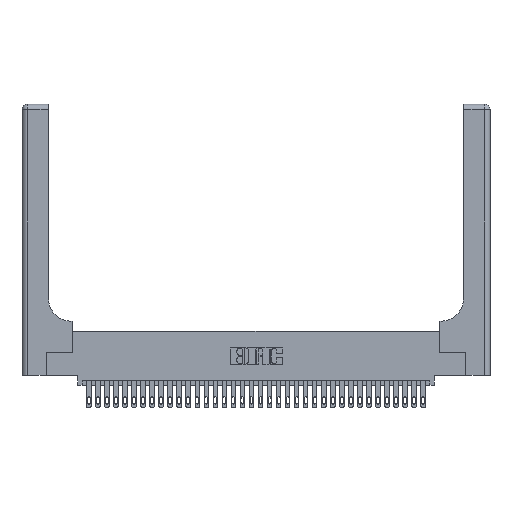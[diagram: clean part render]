
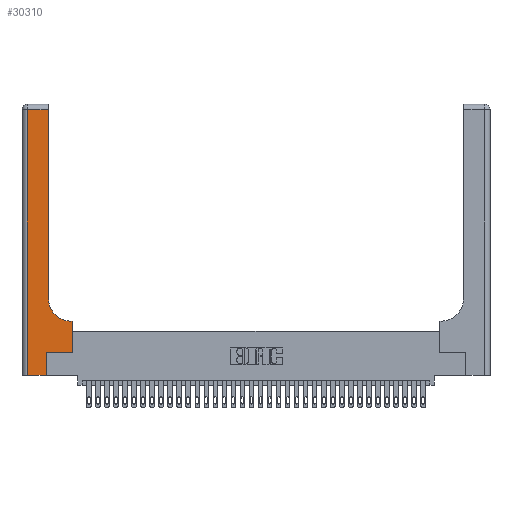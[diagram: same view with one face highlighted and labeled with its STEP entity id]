
A CAD part, top view. The second image highlights one B-rep face of the part: STEP entity #30310.
In plain terms, the highlighted planar face has unit normal (0, 0, 1).
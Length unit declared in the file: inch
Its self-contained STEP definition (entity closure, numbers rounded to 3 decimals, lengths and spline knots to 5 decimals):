
#984 = AXIS2_PLACEMENT_3D ( 'NONE', #29448, #34949, #10085 ) ;
#1356 = ORIENTED_EDGE ( 'NONE', *, *, #19660, .T. ) ;
#1635 = ORIENTED_EDGE ( 'NONE', *, *, #33726, .T. ) ;
#2263 = VERTEX_POINT ( 'NONE', #27218 ) ;
#2274 = EDGE_CURVE ( 'NONE', #15280, #24411, #17023, .T. ) ;
#2543 = CARTESIAN_POINT ( 'NONE',  ( 0.5585, 0.6, 0.37 ) ) ;
#3352 = CARTESIAN_POINT ( 'NONE',  ( 0.5415, 0.85, 0.37 ) ) ;
#4108 = CARTESIAN_POINT ( 'NONE',  ( 0.2915, 2.94, 0.37 ) ) ;
#4591 = EDGE_CURVE ( 'NONE', #2263, #32890, #32309, .T. ) ;
#4653 = CARTESIAN_POINT ( 'NONE',  ( 0.269, 0., 0.37 ) ) ;
#4810 = ORIENTED_EDGE ( 'NONE', *, *, #14419, .T. ) ;
#5578 = EDGE_CURVE ( 'NONE', #13153, #34191, #9958, .T. ) ;
#6354 = DIRECTION ( 'NONE',  ( 0., 0., -1. ) ) ;
#8160 = CARTESIAN_POINT ( 'NONE',  ( 0.06, 2.94, 0.37 ) ) ;
#8944 = EDGE_CURVE ( 'NONE', #32890, #24819, #25158, .T. ) ;
#9817 = ORIENTED_EDGE ( 'NONE', *, *, #25008, .T. ) ;
#9957 = PLANE ( 'NONE',  #984 ) ;
#9958 = LINE ( 'NONE', #24449, #23247 ) ;
#10085 = DIRECTION ( 'NONE',  ( -1., 0., 0. ) ) ;
#10294 = CARTESIAN_POINT ( 'NONE',  ( 0.2915, 3., 0.37 ) ) ;
#10760 = DIRECTION ( 'NONE',  ( 0., 1., 0. ) ) ;
#11091 = CARTESIAN_POINT ( 'NONE',  ( 0., 2.94, 0.37 ) ) ;
#11202 = ORIENTED_EDGE ( 'NONE', *, *, #5578, .T. ) ;
#11318 = ORIENTED_EDGE ( 'NONE', *, *, #2274, .T. ) ;
#11548 = LINE ( 'NONE', #31761, #23992 ) ;
#11601 = VECTOR ( 'NONE', #21607, 39.37008 ) ;
#11626 = DIRECTION ( 'NONE',  ( 1., 0., 0. ) ) ;
#13153 = VERTEX_POINT ( 'NONE', #20035 ) ;
#13417 = ORIENTED_EDGE ( 'NONE', *, *, #8944, .T. ) ;
#14058 = DIRECTION ( 'NONE',  ( -1., 0., 0. ) ) ;
#14419 = EDGE_CURVE ( 'NONE', #21386, #15280, #11548, .T. ) ;
#15280 = VERTEX_POINT ( 'NONE', #16767 ) ;
#15606 = CARTESIAN_POINT ( 'NONE',  ( 0.2915, 0.85, 0.37 ) ) ;
#15748 = CARTESIAN_POINT ( 'NONE',  ( 0.269, 0.25, 0.37 ) ) ;
#16137 = VECTOR ( 'NONE', #29643, 39.37008 ) ;
#16179 = FACE_OUTER_BOUND ( 'NONE', #34751, .T. ) ;
#16289 = CARTESIAN_POINT ( 'NONE',  ( 0., 0., 0.37 ) ) ;
#16354 = VECTOR ( 'NONE', #14058, 39.37008 ) ;
#16767 = CARTESIAN_POINT ( 'NONE',  ( 0.06, 0., 0.37 ) ) ;
#17023 = LINE ( 'NONE', #16289, #18290 ) ;
#18290 = VECTOR ( 'NONE', #19132, 39.37008 ) ;
#18543 = VECTOR ( 'NONE', #29413, 39.37008 ) ;
#19132 = DIRECTION ( 'NONE',  ( 1., 0., 0. ) ) ;
#19382 = ORIENTED_EDGE ( 'NONE', *, *, #20567, .T. ) ;
#19660 = EDGE_CURVE ( 'NONE', #24411, #32210, #20268, .T. ) ;
#20035 = CARTESIAN_POINT ( 'NONE',  ( 0.5585, 0.25, 0.37 ) ) ;
#20268 = LINE ( 'NONE', #4653, #18543 ) ;
#20567 = EDGE_CURVE ( 'NONE', #34191, #2263, #35302, .T. ) ;
#21386 = VERTEX_POINT ( 'NONE', #8160 ) ;
#21607 = DIRECTION ( 'NONE',  ( 1., 0., 0. ) ) ;
#21942 = LINE ( 'NONE', #15748, #11601 ) ;
#23247 = VECTOR ( 'NONE', #10760, 39.37008 ) ;
#23992 = VECTOR ( 'NONE', #28884, 39.37008 ) ;
#24411 = VERTEX_POINT ( 'NONE', #35256 ) ;
#24449 = CARTESIAN_POINT ( 'NONE',  ( 0.5585, 0.25, 0.37 ) ) ;
#24819 = VERTEX_POINT ( 'NONE', #4108 ) ;
#25008 = EDGE_CURVE ( 'NONE', #32210, #13153, #21942, .T. ) ;
#25158 = LINE ( 'NONE', #10294, #16137 ) ;
#27218 = CARTESIAN_POINT ( 'NONE',  ( 0.5415, 0.6, 0.37 ) ) ;
#27904 = ORIENTED_EDGE ( 'NONE', *, *, #4591, .T. ) ;
#28369 = CARTESIAN_POINT ( 'NONE',  ( 0.2915, 0.6, 0.37 ) ) ;
#28479 = DIRECTION ( 'NONE',  ( -1., 0., 0. ) ) ;
#28884 = DIRECTION ( 'NONE',  ( 0., -1., 0. ) ) ;
#29260 = LINE ( 'NONE', #11091, #16354 ) ;
#29413 = DIRECTION ( 'NONE',  ( 0., 1., 0. ) ) ;
#29448 = CARTESIAN_POINT ( 'NONE',  ( 0., 3., 0.37 ) ) ;
#29643 = DIRECTION ( 'NONE',  ( 0., 1., 0. ) ) ;
#30310 = ADVANCED_FACE ( 'NONE', ( #16179 ), #9957, .F. ) ;
#31761 = CARTESIAN_POINT ( 'NONE',  ( 0.06, 3., 0.37 ) ) ;
#32210 = VERTEX_POINT ( 'NONE', #32650 ) ;
#32235 = AXIS2_PLACEMENT_3D ( 'NONE', #3352, #6354, #11626 ) ;
#32309 = CIRCLE ( 'NONE', #32235, 0.25 ) ;
#32650 = CARTESIAN_POINT ( 'NONE',  ( 0.269, 0.25, 0.37 ) ) ;
#32890 = VERTEX_POINT ( 'NONE', #15606 ) ;
#33549 = VECTOR ( 'NONE', #28479, 39.37008 ) ;
#33726 = EDGE_CURVE ( 'NONE', #24819, #21386, #29260, .T. ) ;
#34191 = VERTEX_POINT ( 'NONE', #2543 ) ;
#34751 = EDGE_LOOP ( 'NONE', ( #13417, #1635, #4810, #11318, #1356, #9817, #11202, #19382, #27904 ) ) ;
#34949 = DIRECTION ( 'NONE',  ( 0., 0., -1. ) ) ;
#35256 = CARTESIAN_POINT ( 'NONE',  ( 0.269, 0., 0.37 ) ) ;
#35302 = LINE ( 'NONE', #28369, #33549 ) ;
